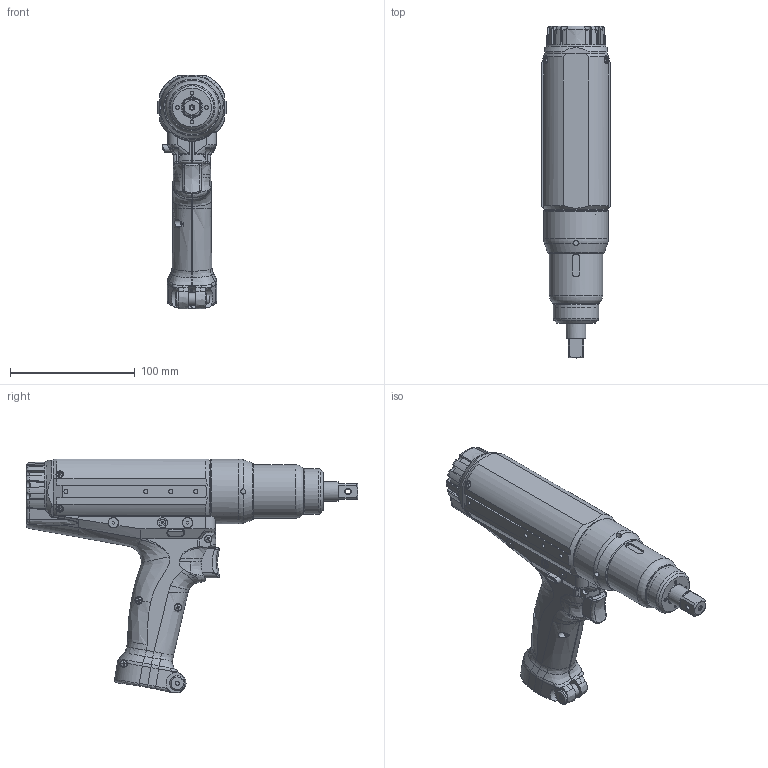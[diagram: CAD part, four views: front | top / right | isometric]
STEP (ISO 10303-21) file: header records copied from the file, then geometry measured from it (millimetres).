
FILE_DESCRIPTION(/* description */ (''),/* implementation_level */ '2;1');
FILE_NAME(/* name */ 'HFT-080M120-P1(DS-H067)_OUTLINE_20221021.stp',/* time_stamp */ '2022-10-21T10:45:31+09:00',/* author */ ('Akihiro_KATO'),/* organization */ (''),/* preprocessor_version */ 'ST-DEVELOPER v18.1',/* originating_system */ 'Autodesk Inventor 2021',/* authorisation */ '');
FILE_SCHEMA (('AUTOMOTIVE_DESIGN { 1 0 10303 214 3 1 1 }'));
Length unit declared in the file: millimetre
Products named in the file (1): HFT-080M120-P1(DS-H067)_OUTLINE_20221021
Bounding box: 55 x 266 x 187.44 mm (x, y, z)
Volume: 648022.4 mm3; surface area: 110716.5 mm2
Topology: 1 solids, 10 shells, 1586 faces, 4471 edges, 2885 vertices
Faces by surface type: plane 677, cylinder 346, bspline 325, cone 127, torus 71, sphere 40
Full cylindrical faces by diameter (mm): 0.8 x2, 1 x24, 1.6 x4, 2.5 x1, 3 x2, 3.1 x4, 3.2 x1, 3.242 x9, 3.98 x1, 4 x2, 4.1 x4, 4.5 x2, 5.5 x7, 5.8 x4, 6 x12, 8 x6, 8.5 x4, 9 x1, 10 x2, 12 x1, 16 x1, 17 x1, 17.5 x1, 21.4 x1, 25.8 x1, 27 x1, 28 x1, 30 x1, 35 x1, 35.4 x1
Entity records: 83476 total; most frequent: CARTESIAN_POINT 45220, ORIENTED_EDGE 8848, DIRECTION 6899, EDGE_CURVE 4424, VERTEX_POINT 2885, AXIS2_PLACEMENT_3D 2586, LINE 1727, VECTOR 1727
